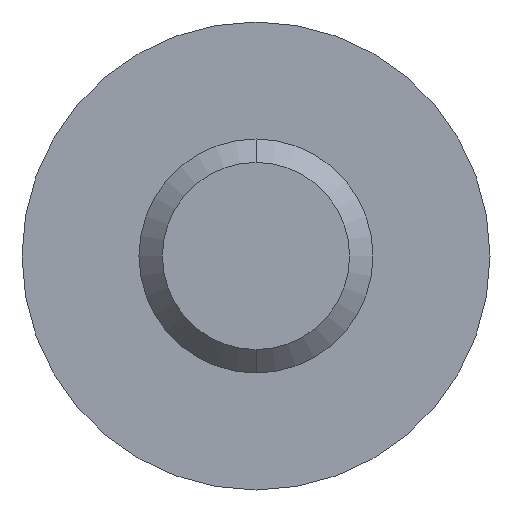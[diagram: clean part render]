
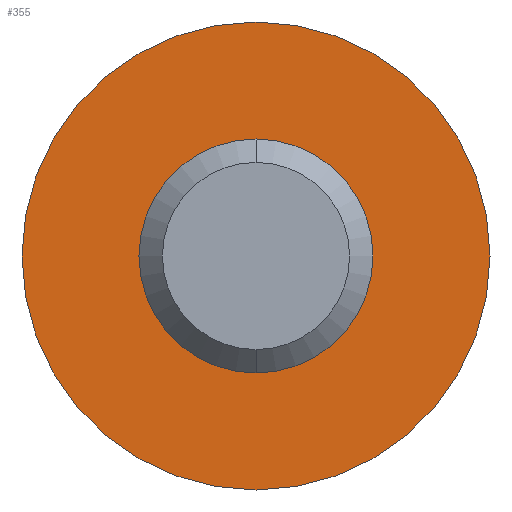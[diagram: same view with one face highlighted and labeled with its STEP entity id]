
A CAD part, front view. The second image highlights one B-rep face of the part: STEP entity #355.
In plain terms, the highlighted planar face has unit normal (0, -1, 0).
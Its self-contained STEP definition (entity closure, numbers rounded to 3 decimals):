
#10 = CARTESIAN_POINT ( 'NONE',  ( 0., -28., -5. ) ) ;
#25 = AXIS2_PLACEMENT_3D ( 'NONE', #237, #99, #143 ) ;
#30 = CARTESIAN_POINT ( 'NONE',  ( 0., -28., -10. ) ) ;
#34 = PLANE ( 'NONE',  #370 ) ;
#77 = CARTESIAN_POINT ( 'NONE',  ( -5., -28., 0. ) ) ;
#95 = DIRECTION ( 'NONE',  ( 0., -1., 0. ) ) ;
#97 = CIRCLE ( 'NONE', #264, 10. ) ;
#99 = DIRECTION ( 'NONE',  ( 0., -1., 0. ) ) ;
#103 = DIRECTION ( 'NONE',  ( 0., 0., -1. ) ) ;
#110 = CARTESIAN_POINT ( 'NONE',  ( 0., -28., 0. ) ) ;
#113 = DIRECTION ( 'NONE',  ( 0., 0., -1. ) ) ;
#121 = CIRCLE ( 'NONE', #513, 10. ) ;
#140 = CARTESIAN_POINT ( 'NONE',  ( 0., -28., 10. ) ) ;
#143 = DIRECTION ( 'NONE',  ( 0., 0., -1. ) ) ;
#153 = ORIENTED_EDGE ( 'NONE', *, *, #589, .F. ) ;
#192 = CARTESIAN_POINT ( 'NONE',  ( 0., -28., 0. ) ) ;
#197 = EDGE_CURVE ( 'NONE', #542, #467, #469, .T. ) ;
#220 = DIRECTION ( 'NONE',  ( 0., 0., -1. ) ) ;
#237 = CARTESIAN_POINT ( 'NONE',  ( 0., -28., 0. ) ) ;
#252 = DIRECTION ( 'NONE',  ( 0., -1., 0. ) ) ;
#264 = AXIS2_PLACEMENT_3D ( 'NONE', #384, #95, #103 ) ;
#277 = FACE_OUTER_BOUND ( 'NONE', #548, .T. ) ;
#290 = ORIENTED_EDGE ( 'NONE', *, *, #466, .T. ) ;
#309 = VERTEX_POINT ( 'NONE', #30 ) ;
#314 = DIRECTION ( 'NONE',  ( 0., 1., 0. ) ) ;
#355 = ADVANCED_FACE ( 'NONE', ( #520, #277 ), #34, .F. ) ;
#367 = DIRECTION ( 'NONE',  ( 0., -1., 0. ) ) ;
#370 = AXIS2_PLACEMENT_3D ( 'NONE', #77, #314, #616 ) ;
#384 = CARTESIAN_POINT ( 'NONE',  ( 0., -28., 0. ) ) ;
#428 = EDGE_LOOP ( 'NONE', ( #508, #153 ) ) ;
#432 = VERTEX_POINT ( 'NONE', #140 ) ;
#446 = CIRCLE ( 'NONE', #25, 5. ) ;
#466 = EDGE_CURVE ( 'NONE', #432, #309, #121, .T. ) ;
#467 = VERTEX_POINT ( 'NONE', #577 ) ;
#469 = CIRCLE ( 'NONE', #552, 5. ) ;
#471 = ORIENTED_EDGE ( 'NONE', *, *, #608, .T. ) ;
#508 = ORIENTED_EDGE ( 'NONE', *, *, #197, .F. ) ;
#513 = AXIS2_PLACEMENT_3D ( 'NONE', #192, #367, #220 ) ;
#520 = FACE_BOUND ( 'NONE', #428, .T. ) ;
#542 = VERTEX_POINT ( 'NONE', #10 ) ;
#548 = EDGE_LOOP ( 'NONE', ( #471, #290 ) ) ;
#552 = AXIS2_PLACEMENT_3D ( 'NONE', #110, #252, #113 ) ;
#577 = CARTESIAN_POINT ( 'NONE',  ( 0., -28., 5. ) ) ;
#589 = EDGE_CURVE ( 'NONE', #467, #542, #446, .T. ) ;
#608 = EDGE_CURVE ( 'NONE', #309, #432, #97, .T. ) ;
#616 = DIRECTION ( 'NONE',  ( 0., 0., 1. ) ) ;
